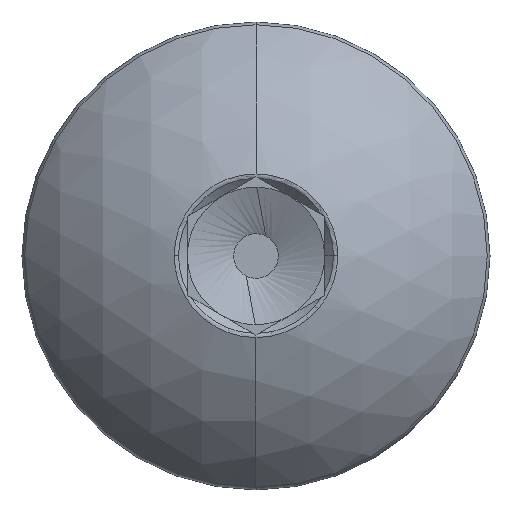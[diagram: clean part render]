
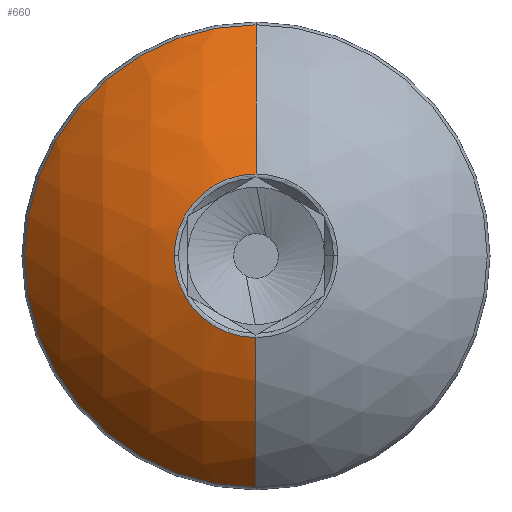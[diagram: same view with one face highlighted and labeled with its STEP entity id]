
A CAD part, top view. The second image highlights one B-rep face of the part: STEP entity #660.
In plain terms, the highlighted spherical face has radius 3.309 mm.
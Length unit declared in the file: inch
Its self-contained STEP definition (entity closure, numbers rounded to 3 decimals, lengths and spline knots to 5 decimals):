
#123 = DIRECTION ( 'NONE',  ( 0., 1., 0. ) ) ;
#232 = DIRECTION ( 'NONE',  ( 0., 0., -1. ) ) ;
#233 = EDGE_LOOP ( 'NONE', ( #397, #265, #1485, #2164, #2165 ) ) ;
#239 = CIRCLE ( 'NONE', #2401, 0.10522 ) ;
#265 = ORIENTED_EDGE ( 'NONE', *, *, #879, .T. ) ;
#271 = CARTESIAN_POINT ( 'NONE',  ( -0.03723, 0., 0.12291 ) ) ;
#284 = VERTEX_POINT ( 'NONE', #1221 ) ;
#304 = CIRCLE ( 'NONE', #2555, 0.03723 ) ;
#397 = ORIENTED_EDGE ( 'NONE', *, *, #1679, .T. ) ;
#429 = AXIS2_PLACEMENT_3D ( 'NONE', #812, #1657, #2324 ) ;
#496 = AXIS2_PLACEMENT_3D ( 'NONE', #2486, #1180, #2422 ) ;
#542 = DIRECTION ( 'NONE',  ( 0., 0., -1. ) ) ;
#660 = ADVANCED_FACE ( 'NONE', ( #2511 ), #2641, .T. ) ;
#738 = CIRCLE ( 'NONE', #429, 0.03723 ) ;
#812 = CARTESIAN_POINT ( 'NONE',  ( 0., 0., 0.12291 ) ) ;
#875 = CARTESIAN_POINT ( 'NONE',  ( 0., 0., -0.00193 ) ) ;
#879 = EDGE_CURVE ( 'NONE', #284, #2616, #1546, .T. ) ;
#883 = AXIS2_PLACEMENT_3D ( 'NONE', #1157, #2224, #2643 ) ;
#976 = CARTESIAN_POINT ( 'NONE',  ( 0., -0.03723, 0.12291 ) ) ;
#985 = AXIS2_PLACEMENT_3D ( 'NONE', #875, #2576, #232 ) ;
#991 = CARTESIAN_POINT ( 'NONE',  ( 0., 0., 0.12291 ) ) ;
#1075 = CARTESIAN_POINT ( 'NONE',  ( 0., 0.03723, 0.12291 ) ) ;
#1157 = CARTESIAN_POINT ( 'NONE',  ( 0., 0., -0.00193 ) ) ;
#1180 = DIRECTION ( 'NONE',  ( -1., 0., 0. ) ) ;
#1203 = DIRECTION ( 'NONE',  ( -1., 0., 0. ) ) ;
#1221 = CARTESIAN_POINT ( 'NONE',  ( 0., -0.10522, 0.07488 ) ) ;
#1272 = EDGE_CURVE ( 'NONE', #1523, #2060, #738, .T. ) ;
#1485 = ORIENTED_EDGE ( 'NONE', *, *, #1714, .T. ) ;
#1523 = VERTEX_POINT ( 'NONE', #271 ) ;
#1546 = CIRCLE ( 'NONE', #496, 0.13027 ) ;
#1565 = CARTESIAN_POINT ( 'NONE',  ( 0., 0.10522, 0.07488 ) ) ;
#1657 = DIRECTION ( 'NONE',  ( 0., 0., -1. ) ) ;
#1679 = EDGE_CURVE ( 'NONE', #1873, #284, #239, .T. ) ;
#1714 = EDGE_CURVE ( 'NONE', #2616, #1523, #304, .T. ) ;
#1761 = EDGE_CURVE ( 'NONE', #1873, #2060, #2386, .T. ) ;
#1873 = VERTEX_POINT ( 'NONE', #1565 ) ;
#2060 = VERTEX_POINT ( 'NONE', #1075 ) ;
#2164 = ORIENTED_EDGE ( 'NONE', *, *, #1272, .T. ) ;
#2165 = ORIENTED_EDGE ( 'NONE', *, *, #1761, .F. ) ;
#2224 = DIRECTION ( 'NONE',  ( -1., 0., 0. ) ) ;
#2324 = DIRECTION ( 'NONE',  ( -1., 0., 0. ) ) ;
#2386 = CIRCLE ( 'NONE', #985, 0.13027 ) ;
#2401 = AXIS2_PLACEMENT_3D ( 'NONE', #2705, #2492, #123 ) ;
#2422 = DIRECTION ( 'NONE',  ( 0., -1., 0. ) ) ;
#2486 = CARTESIAN_POINT ( 'NONE',  ( 0., 0., -0.00193 ) ) ;
#2492 = DIRECTION ( 'NONE',  ( 0., 0., 1. ) ) ;
#2511 = FACE_OUTER_BOUND ( 'NONE', #233, .T. ) ;
#2555 = AXIS2_PLACEMENT_3D ( 'NONE', #991, #542, #1203 ) ;
#2576 = DIRECTION ( 'NONE',  ( 1., 0., 0. ) ) ;
#2616 = VERTEX_POINT ( 'NONE', #976 ) ;
#2641 = SPHERICAL_SURFACE ( 'NONE', #883, 0.13027 ) ;
#2643 = DIRECTION ( 'NONE',  ( 0., 1., 0. ) ) ;
#2705 = CARTESIAN_POINT ( 'NONE',  ( 0., 0., 0.07488 ) ) ;
